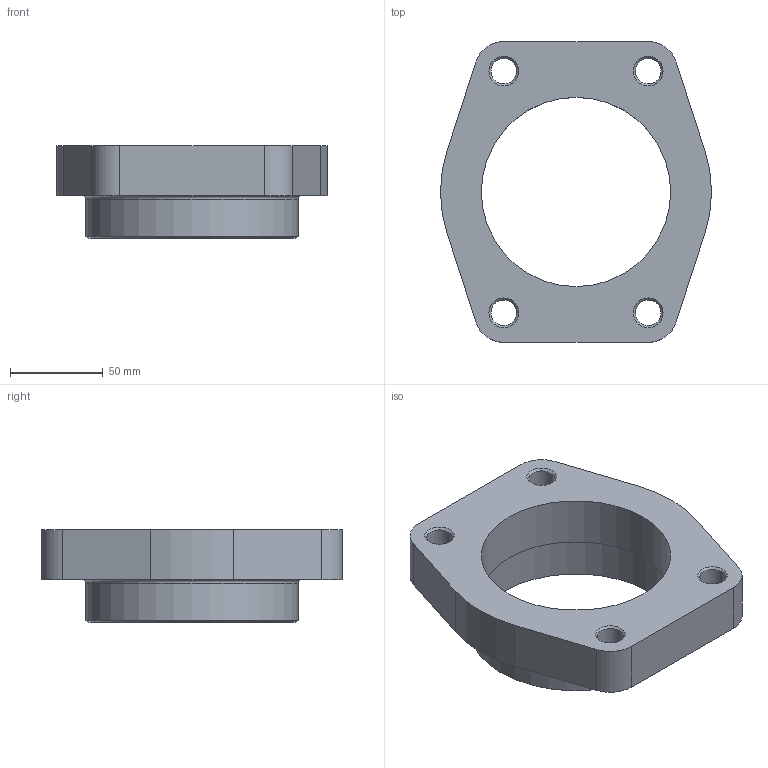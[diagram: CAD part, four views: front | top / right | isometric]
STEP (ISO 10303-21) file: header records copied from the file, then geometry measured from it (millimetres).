
FILE_DESCRIPTION(/* description */ ('STEP AP203'),/* implementation_level */ '2;1');
FILE_NAME(/* name */ 'SAE-Butt Weld Counter Flange AFSG 102-3-114.3x3.6-01',/* time_stamp */ '2025-01-21T10:02:19+01:00',/* author */ ('License CC BY-ND 4.0'),/* organization */ ('CADENAS'),/* preprocessor_version */ 'ST-DEVELOPER v19.3',/* originating_system */ 'PARTsolutions',/* authorisation */ ' ');
FILE_SCHEMA (('CONFIG_CONTROL_DESIGN'));
Length unit declared in the file: millimetre
Products named in the file (1): SAE Gegenflansche AFSG 102-3-114.3x3.6-01
Bounding box: 146 x 162 x 50 mm (x, y, z)
Volume: 342253.5 mm3; surface area: 66035.4 mm2
Topology: 1 solids, 1 shells, 33 faces, 77 edges, 48 vertices
Faces by surface type: cylinder 13, plane 10, cone 9, torus 1
Full cylindrical faces by diameter (mm): 13.835 x4, 102 x1, 107.1 x1, 114.3 x1
Entity records: 912 total; most frequent: DIRECTION 164, CARTESIAN_POINT 142, ORIENTED_EDGE 120, AXIS2_PLACEMENT_3D 70, EDGE_LOOP 62, FACE_BOUND 62, EDGE_CURVE 60, VERTEX_POINT 48
